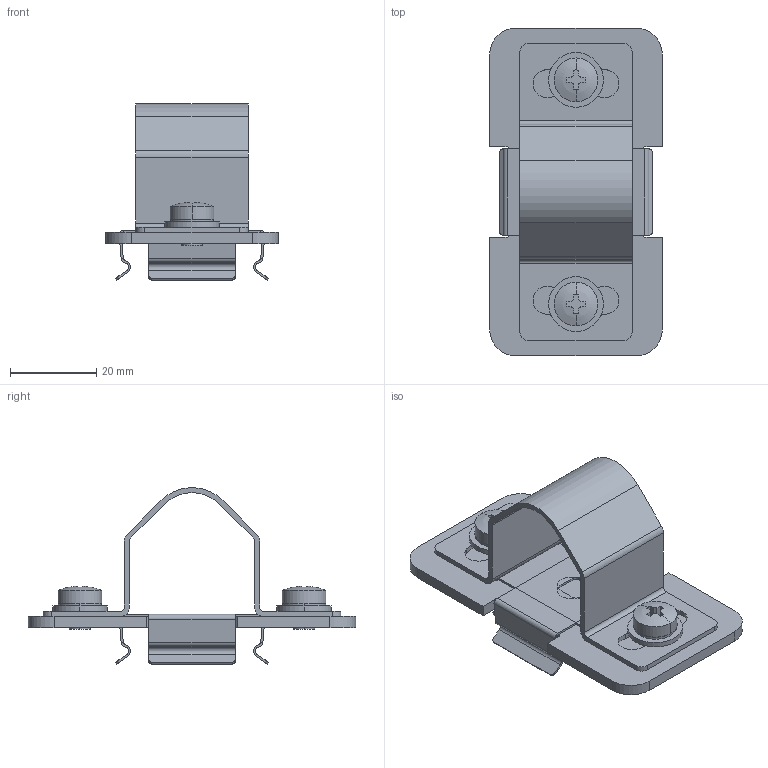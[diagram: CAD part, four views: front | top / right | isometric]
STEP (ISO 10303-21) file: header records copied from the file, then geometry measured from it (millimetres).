
FILE_DESCRIPTION((''),'2;1');
FILE_NAME('202257_ASM','2017-09-25T',('pdmadmin'),('BANNER ENGINEERING'),'CREO PARAMETRIC BY PTC INC, 2016260','CREO PARAMETRIC BY PTC INC, 2016260','');
FILE_SCHEMA(('CONFIG_CONTROL_DESIGN'));
Products named in the file (7): 202014; 125454; 169959; 37222; 66722; 187898; 202257_ASM
Assembly tree (10 placements, depth 2):
  202257_ASM
    202014
    125454
    169959  x2
    37222  x2
    66722  x2
    187898  x2
Bounding box: 40 x 76 x 40.9 mm (x, y, z)
Volume: 12173.9 mm3; surface area: 18322.1 mm2
Topology: 10 solids, 12 shells, 358 faces, 908 edges, 572 vertices
Faces by surface type: plane 196, cylinder 158, sphere 4
Entity records: 7011 total; most frequent: DIRECTION 1270, CARTESIAN_POINT 1180, ORIENTED_EDGE 1140, EDGE_CURVE 574, AXIS2_PLACEMENT_3D 456, VERTEX_POINT 366, VECTOR 358, LINE 358
